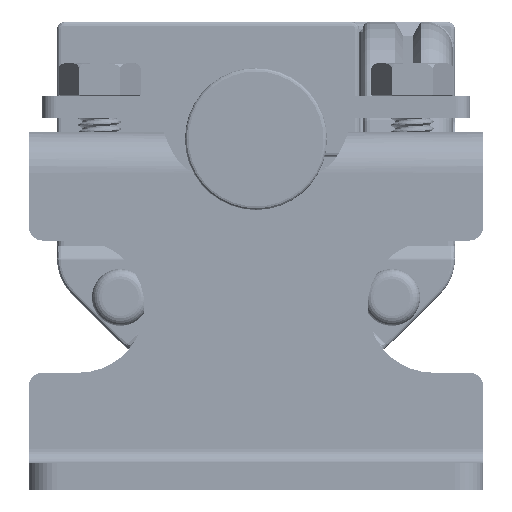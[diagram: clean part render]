
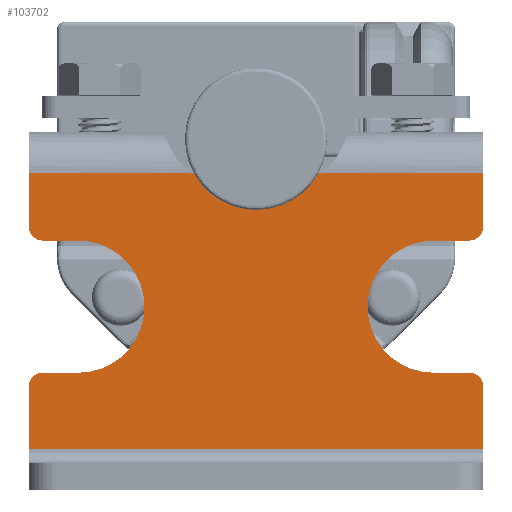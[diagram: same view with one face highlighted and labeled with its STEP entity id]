
A CAD part, front view. The second image highlights one B-rep face of the part: STEP entity #103702.
In plain terms, the highlighted face is planar.
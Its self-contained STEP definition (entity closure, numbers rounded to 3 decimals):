
#102322=CARTESIAN_POINT('',(-1.9,21.3,-3.666));
#102323=DIRECTION('',(-1.,0.,0.));
#102324=DIRECTION('',(0.,0.68,0.733));
#102325=AXIS2_PLACEMENT_3D('',#102322,#102323,#102324);
#102327=CARTESIAN_POINT('',(-1.9,24.7,0.));
#102328=DIRECTION('',(1.,0.,0.));
#102329=DIRECTION('',(0.,-0.68,0.733));
#102330=AXIS2_PLACEMENT_3D('',#102327,#102328,#102329);
#102332=CARTESIAN_POINT('',(-1.9,21.3,3.666));
#102333=DIRECTION('',(-1.,0.,0.));
#102334=DIRECTION('',(0.,1.,0.));
#102335=AXIS2_PLACEMENT_3D('',#102332,#102333,#102334);
#102337=DIRECTION('',(0.,0.,-1.));
#102338=VECTOR('',#102337,0.313);
#102339=CARTESIAN_POINT('',(-1.9,22.3,3.979));
#102340=LINE('',#102339,#102338);
#102341=CARTESIAN_POINT('',(-1.9,18.55,15.));
#102342=DIRECTION('',(-1.,0.,0.));
#102343=DIRECTION('',(0.,-1.,0.));
#102344=AXIS2_PLACEMENT_3D('',#102341,#102342,#102343);
#102346=DIRECTION('',(0.,0.,-1.));
#102347=VECTOR('',#102346,2.5);
#102348=CARTESIAN_POINT('',(-1.9,17.55,15.));
#102349=LINE('',#102348,#102347);
#102350=CARTESIAN_POINT('',(-1.9,12.9,12.5));
#102351=DIRECTION('',(-1.,0.,0.));
#102352=DIRECTION('',(0.,1.,0.));
#102353=AXIS2_PLACEMENT_3D('',#102350,#102351,#102352);
#102355=DIRECTION('',(0.,0.,-1.));
#102356=VECTOR('',#102355,2.5);
#102357=CARTESIAN_POINT('',(-1.9,8.25,15.));
#102358=LINE('',#102357,#102356);
#102359=CARTESIAN_POINT('',(-1.9,7.25,15.));
#102360=DIRECTION('',(-1.,0.,0.));
#102361=DIRECTION('',(0.,0.,1.));
#102362=AXIS2_PLACEMENT_3D('',#102359,#102360,#102361);
#102364=DIRECTION('',(0.,0.,1.));
#102365=VECTOR('',#102364,32.);
#102366=CARTESIAN_POINT('',(-1.9,2.9,-16.));
#102367=LINE('',#102366,#102365);
#102368=CARTESIAN_POINT('',(-1.9,7.25,-15.));
#102369=DIRECTION('',(-1.,0.,0.));
#102370=DIRECTION('',(0.,1.,0.));
#102371=AXIS2_PLACEMENT_3D('',#102368,#102369,#102370);
#102373=DIRECTION('',(0.,0.,1.));
#102374=VECTOR('',#102373,2.5);
#102375=CARTESIAN_POINT('',(-1.9,8.25,-15.));
#102376=LINE('',#102375,#102374);
#102377=CARTESIAN_POINT('',(-1.9,12.9,-12.5));
#102378=DIRECTION('',(-1.,0.,0.));
#102379=DIRECTION('',(0.,-1.,0.));
#102380=AXIS2_PLACEMENT_3D('',#102377,#102378,#102379);
#102382=DIRECTION('',(0.,0.,1.));
#102383=VECTOR('',#102382,2.5);
#102384=CARTESIAN_POINT('',(-1.9,17.55,-15.));
#102385=LINE('',#102384,#102383);
#102386=CARTESIAN_POINT('',(-1.9,18.55,-15.));
#102387=DIRECTION('',(-1.,0.,0.));
#102388=DIRECTION('',(0.,0.,-1.));
#102389=AXIS2_PLACEMENT_3D('',#102386,#102387,#102388);
#102391=DIRECTION('',(0.,0.,-1.));
#102392=VECTOR('',#102391,0.313);
#102393=CARTESIAN_POINT('',(-1.9,22.3,-3.666));
#102394=LINE('',#102393,#102392);
#102592=DIRECTION('',(0.,1.,0.));
#102593=VECTOR('',#102592,4.35);
#102594=CARTESIAN_POINT('',(-1.9,2.9,16.));
#102595=LINE('',#102594,#102593);
#102600=DIRECTION('',(0.,1.,0.));
#102601=VECTOR('',#102600,3.75);
#102602=CARTESIAN_POINT('',(-1.9,18.55,16.));
#102603=LINE('',#102602,#102601);
#102634=CARTESIAN_POINT('',(-1.9,22.3,-3.979));
#102636=DIRECTION('',(0.,0.,1.));
#102637=VECTOR('',#102636,12.021);
#102638=CARTESIAN_POINT('',(-1.9,22.3,-16.));
#102639=LINE('',#102638,#102637);
#102640=CARTESIAN_POINT('',(-1.9,22.3,3.979));
#102652=DIRECTION('',(0.,0.,1.));
#102653=VECTOR('',#102652,12.021);
#102654=CARTESIAN_POINT('',(-1.9,22.3,3.979));
#102655=LINE('',#102654,#102653);
#103066=DIRECTION('',(0.,1.,0.));
#103067=VECTOR('',#103066,3.75);
#103068=CARTESIAN_POINT('',(-1.9,18.55,-16.));
#103069=LINE('',#103068,#103067);
#103074=DIRECTION('',(0.,1.,0.));
#103075=VECTOR('',#103074,4.35);
#103076=CARTESIAN_POINT('',(-1.9,2.9,-16.));
#103077=LINE('',#103076,#103075);
#103210=CARTESIAN_POINT('',(-1.9,17.55,12.5));
#103211=CARTESIAN_POINT('',(-1.9,8.25,12.5));
#103212=VERTEX_POINT('',#103210);
#103213=VERTEX_POINT('',#103211);
#103214=CARTESIAN_POINT('',(-1.9,8.25,-12.5));
#103215=CARTESIAN_POINT('',(-1.9,17.55,-12.5));
#103216=VERTEX_POINT('',#103214);
#103217=VERTEX_POINT('',#103215);
#103242=CARTESIAN_POINT('',(-1.9,7.25,16.));
#103243=VERTEX_POINT('',#103242);
#103244=CARTESIAN_POINT('',(-1.9,8.25,15.));
#103245=VERTEX_POINT('',#103244);
#103250=CARTESIAN_POINT('',(-1.9,17.55,15.));
#103251=VERTEX_POINT('',#103250);
#103252=CARTESIAN_POINT('',(-1.9,18.55,16.));
#103253=VERTEX_POINT('',#103252);
#103258=CARTESIAN_POINT('',(-1.9,18.55,-16.));
#103259=VERTEX_POINT('',#103258);
#103260=CARTESIAN_POINT('',(-1.9,17.55,-15.));
#103261=VERTEX_POINT('',#103260);
#103266=CARTESIAN_POINT('',(-1.9,8.25,-15.));
#103267=VERTEX_POINT('',#103266);
#103268=CARTESIAN_POINT('',(-1.9,7.25,-16.));
#103269=VERTEX_POINT('',#103268);
#103278=CARTESIAN_POINT('',(-1.9,2.9,-16.));
#103279=VERTEX_POINT('',#103278);
#103280=CARTESIAN_POINT('',(-1.9,22.3,-16.));
#103281=VERTEX_POINT('',#103280);
#103282=CARTESIAN_POINT('',(-1.9,2.9,16.));
#103283=VERTEX_POINT('',#103282);
#103284=CARTESIAN_POINT('',(-1.9,22.3,16.));
#103285=VERTEX_POINT('',#103284);
#103392=VERTEX_POINT('',#102634);
#103393=VERTEX_POINT('',#102640);
#103402=CARTESIAN_POINT('',(-1.9,21.98,-2.933));
#103403=VERTEX_POINT('',#103402);
#103404=CARTESIAN_POINT('',(-1.9,22.3,-3.666));
#103405=VERTEX_POINT('',#103404);
#103410=CARTESIAN_POINT('',(-1.9,22.3,3.666));
#103411=VERTEX_POINT('',#103410);
#103412=CARTESIAN_POINT('',(-1.9,21.98,2.933));
#103413=VERTEX_POINT('',#103412);
#103652=CARTESIAN_POINT('',(-1.9,2.9,-16.));
#103653=DIRECTION('',(1.,0.,0.));
#103654=DIRECTION('',(0.,1.,0.));
#103655=AXIS2_PLACEMENT_3D('',#103652,#103653,#103654);
#103656=PLANE('',#103655);
#103658=ORIENTED_EDGE('',*,*,#103657,.F.);
#103660=ORIENTED_EDGE('',*,*,#103659,.F.);
#103662=ORIENTED_EDGE('',*,*,#103661,.F.);
#103664=ORIENTED_EDGE('',*,*,#103663,.F.);
#103666=ORIENTED_EDGE('',*,*,#103665,.T.);
#103668=ORIENTED_EDGE('',*,*,#103667,.F.);
#103670=ORIENTED_EDGE('',*,*,#103669,.F.);
#103672=ORIENTED_EDGE('',*,*,#103671,.T.);
#103674=ORIENTED_EDGE('',*,*,#103673,.T.);
#103676=ORIENTED_EDGE('',*,*,#103675,.F.);
#103678=ORIENTED_EDGE('',*,*,#103677,.F.);
#103680=ORIENTED_EDGE('',*,*,#103679,.F.);
#103681=ORIENTED_EDGE('',*,*,#103645,.F.);
#103683=ORIENTED_EDGE('',*,*,#103682,.T.);
#103685=ORIENTED_EDGE('',*,*,#103684,.F.);
#103687=ORIENTED_EDGE('',*,*,#103686,.T.);
#103689=ORIENTED_EDGE('',*,*,#103688,.T.);
#103691=ORIENTED_EDGE('',*,*,#103690,.F.);
#103693=ORIENTED_EDGE('',*,*,#103692,.F.);
#103695=ORIENTED_EDGE('',*,*,#103694,.T.);
#103697=ORIENTED_EDGE('',*,*,#103696,.T.);
#103699=ORIENTED_EDGE('',*,*,#103698,.F.);
#103700=EDGE_LOOP('',(#103658,#103660,#103662,#103664,#103666,#103668,#103670,
#103672,#103674,#103676,#103678,#103680,#103681,#103683,#103685,#103687,#103689,
#103691,#103693,#103695,#103697,#103699));
#103701=FACE_OUTER_BOUND('',#103700,.F.);
#103702=ADVANCED_FACE('',(#103701),#103656,.F.);
#102326=CIRCLE('',#102325,1.);
#102331=CIRCLE('',#102330,4.);
#102336=CIRCLE('',#102335,1.);
#102345=CIRCLE('',#102344,1.);
#102354=CIRCLE('',#102353,4.65);
#102363=CIRCLE('',#102362,1.);
#102372=CIRCLE('',#102371,1.);
#102381=CIRCLE('',#102380,4.65);
#102390=CIRCLE('',#102389,1.);
#103645=EDGE_CURVE('',#103279,#103283,#102367,.T.);
#103657=EDGE_CURVE('',#103403,#103405,#102326,.T.);
#103659=EDGE_CURVE('',#103413,#103403,#102331,.T.);
#103661=EDGE_CURVE('',#103411,#103413,#102336,.T.);
#103663=EDGE_CURVE('',#103393,#103411,#102340,.T.);
#103665=EDGE_CURVE('',#103393,#103285,#102655,.T.);
#103667=EDGE_CURVE('',#103253,#103285,#102603,.T.);
#103669=EDGE_CURVE('',#103251,#103253,#102345,.T.);
#103671=EDGE_CURVE('',#103251,#103212,#102349,.T.);
#103673=EDGE_CURVE('',#103212,#103213,#102354,.T.);
#103675=EDGE_CURVE('',#103245,#103213,#102358,.T.);
#103677=EDGE_CURVE('',#103243,#103245,#102363,.T.);
#103679=EDGE_CURVE('',#103283,#103243,#102595,.T.);
#103682=EDGE_CURVE('',#103279,#103269,#103077,.T.);
#103684=EDGE_CURVE('',#103267,#103269,#102372,.T.);
#103686=EDGE_CURVE('',#103267,#103216,#102376,.T.);
#103688=EDGE_CURVE('',#103216,#103217,#102381,.T.);
#103690=EDGE_CURVE('',#103261,#103217,#102385,.T.);
#103692=EDGE_CURVE('',#103259,#103261,#102390,.T.);
#103694=EDGE_CURVE('',#103259,#103281,#103069,.T.);
#103696=EDGE_CURVE('',#103281,#103392,#102639,.T.);
#103698=EDGE_CURVE('',#103405,#103392,#102394,.T.);
